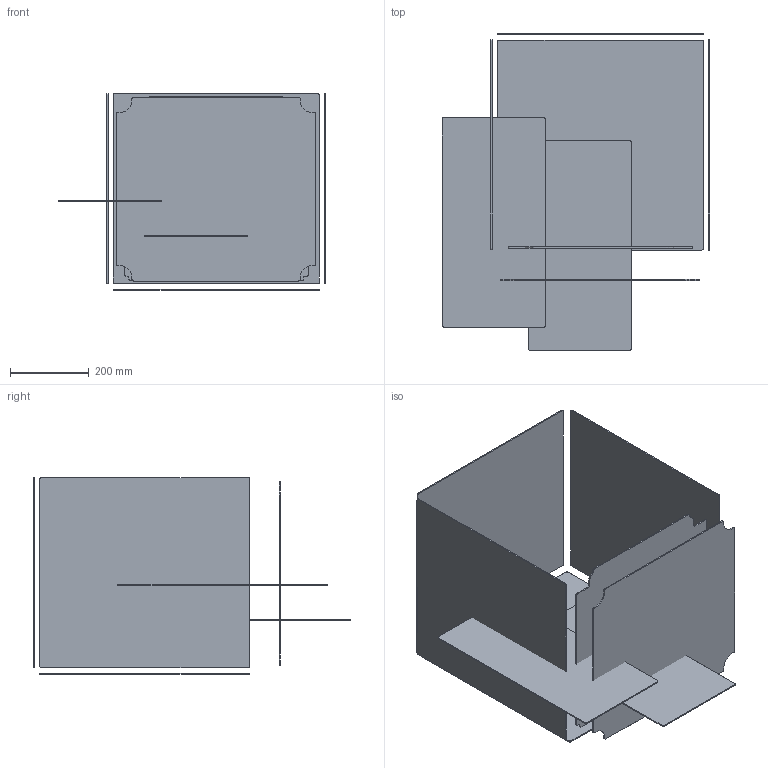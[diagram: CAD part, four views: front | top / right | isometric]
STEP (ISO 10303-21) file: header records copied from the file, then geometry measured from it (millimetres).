
FILE_DESCRIPTION (( 'STEP AP214' ), '1' );
FILE_NAME ('ass_b2v_plex_completi.STEP', '2024-01-16T13:08:27', ( '' ), ( '' ), 'SwSTEP 2.0', 'SolidWorks 2022', '' );
FILE_SCHEMA (( 'AUTOMOTIVE_DESIGN' ));
Length unit declared in the file: millimetre
Products named in the file (7): b2v_plex_lato; b2v_plex_elettro_superiore; b2v_plex_nero_retro; ass_b2v_plex_completi; b2v_plex_elettro_inferiore; b2v_plex_porta; b2v_plex_superiore
Assembly tree (8 placements, depth 2):
  ass_b2v_plex_completi
    b2v_plex_nero_retro
    b2v_plex_lato  x2
    b2v_plex_elettro_superiore
    b2v_plex_elettro_inferiore
    b2v_plex_superiore
    b2v_plex_porta  x2
Bounding box: 679.3 x 805.8 x 500 mm (x, y, z)
Volume: 5311382 mm3; surface area: 3586402.9 mm2
Topology: 8 solids, 8 shells, 144 faces, 384 edges, 256 vertices
Faces by surface type: plane 80, cylinder 60, bspline 4
Entity records: 4358 total; most frequent: CARTESIAN_POINT 855, DIRECTION 694, ORIENTED_EDGE 672, EDGE_CURVE 336, AXIS2_PLACEMENT_3D 235, LINE 224, VECTOR 224, VERTEX_POINT 224
